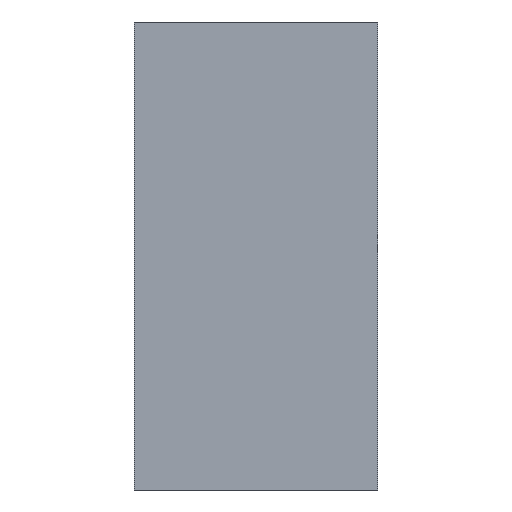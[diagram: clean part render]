
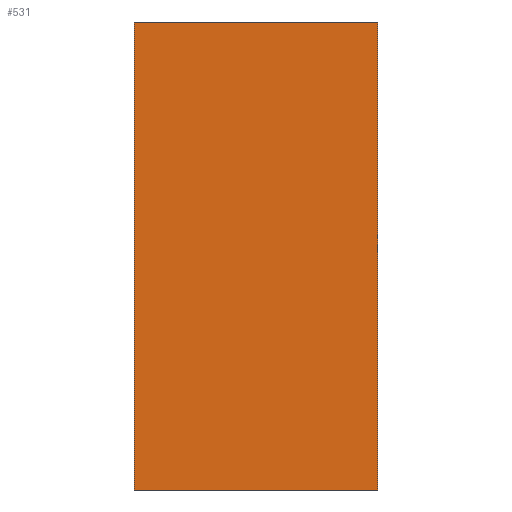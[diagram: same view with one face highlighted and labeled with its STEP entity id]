
A CAD part, left-side view. The second image highlights one B-rep face of the part: STEP entity #531.
In plain terms, the highlighted planar face has unit normal (-1, 0, 0).
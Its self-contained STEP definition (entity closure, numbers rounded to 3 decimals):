
#531 = ADVANCED_FACE( '', ( #1137 ), #1138, .T. );
#1137 = FACE_OUTER_BOUND( '', #1757, .T. );
#1138 = PLANE( '', #1758 );
#1757 = EDGE_LOOP( '', ( #3525, #3526, #3527, #3528 ) );
#1758 = AXIS2_PLACEMENT_3D( '', #3529, #3530, #3531 );
#3525 = ORIENTED_EDGE( '', *, *, #4103, .F. );
#3526 = ORIENTED_EDGE( '', *, *, #3668, .F. );
#3527 = ORIENTED_EDGE( '', *, *, #4041, .T. );
#3528 = ORIENTED_EDGE( '', *, *, #3889, .T. );
#3529 = CARTESIAN_POINT( '', ( -75., 52., 50. ) );
#3530 = DIRECTION( '', ( -1., 0., 0. ) );
#3531 = DIRECTION( '', ( 0., 0., 1. ) );
#3668 = EDGE_CURVE( '', #4231, #4227, #4233, .T. );
#3889 = EDGE_CURVE( '', #4585, #4582, #4586, .T. );
#4041 = EDGE_CURVE( '', #4231, #4585, #4797, .T. );
#4103 = EDGE_CURVE( '', #4227, #4582, #4869, .T. );
#4227 = VERTEX_POINT( '', #5219 );
#4231 = VERTEX_POINT( '', #5225 );
#4233 = LINE( '', #5228, #5229 );
#4582 = VERTEX_POINT( '', #5913 );
#4585 = VERTEX_POINT( '', #5917 );
#4586 = LINE( '', #5918, #5919 );
#4797 = LINE( '', #6585, #6586 );
#4869 = LINE( '', #6796, #6797 );
#5219 = CARTESIAN_POINT( '', ( -75., 0., 50. ) );
#5225 = CARTESIAN_POINT( '', ( -75., 52., 50. ) );
#5228 = CARTESIAN_POINT( '', ( -75., 52., 50. ) );
#5229 = VECTOR( '', #6885, 1000. );
#5913 = CARTESIAN_POINT( '', ( -75., 0., -50. ) );
#5917 = CARTESIAN_POINT( '', ( -75., 52., -50. ) );
#5918 = CARTESIAN_POINT( '', ( -75., 52., -50. ) );
#5919 = VECTOR( '', #7094, 1000. );
#6585 = CARTESIAN_POINT( '', ( -75., 52., 50. ) );
#6586 = VECTOR( '', #7208, 1000. );
#6796 = CARTESIAN_POINT( '', ( -75., 0., 50. ) );
#6797 = VECTOR( '', #7248, 1000. );
#6885 = DIRECTION( '', ( 0., -1., 0. ) );
#7094 = DIRECTION( '', ( 0., -1., 0. ) );
#7208 = DIRECTION( '', ( 0., 0., -1. ) );
#7248 = DIRECTION( '', ( 0., 0., -1. ) );
